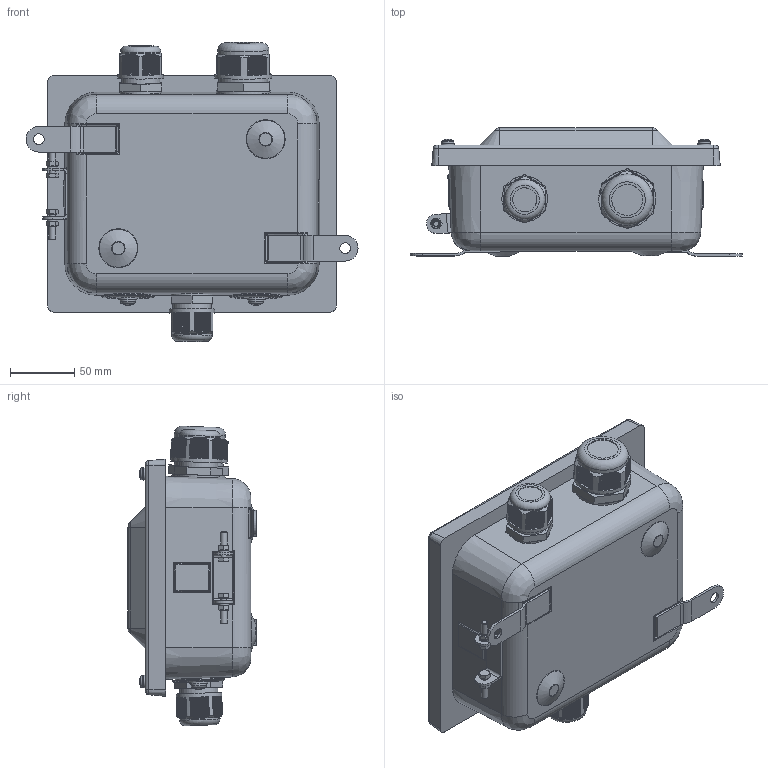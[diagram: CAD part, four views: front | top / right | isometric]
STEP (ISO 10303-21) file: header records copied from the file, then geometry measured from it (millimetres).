
FILE_DESCRIPTION(/* description */ (''),/* implementation_level */ '2;1');
FILE_NAME(/* name */ '',/* time_stamp */ '2025-07-22T08:23:37+07:00',/* author */ ('zeta-72'),/* organization */ (''),/* preprocessor_version */ 'ST-DEVELOPER v19.2',/* originating_system */ 'Autodesk Inventor 2024',/* authorisation */ '');
FILE_SCHEMA (('AUTOMOTIVE_DESIGN { 1 0 10303 214 3 1 1 }'));
Products named in the file (1): ЗЭТА.030.315.000 СБ Коробка 
клеммная КЗНС-08 I
P54_Упростить_1
Bounding box: 259 x 100 x 233.67 mm (x, y, z)
Volume: 2845838.9 mm3; surface area: 166911.9 mm2
Topology: 1 solids, 1 shells, 1726 faces, 4836 edges, 3162 vertices
Faces by surface type: plane 859, cylinder 549, bspline 144, cone 107, torus 57, sphere 10
Full cylindrical faces by diameter (mm): 4.567 x2, 5 x4, 6.7 x2, 8.5 x2, 10 x4, 14 x2, 18.7 x2, 24.2 x1, 29.8 x2, 31.5 x2, 32.5 x2, 35.6 x2, 36 x2, 38.2 x1, 40 x1, 42 x1, 44.4 x1
Entity records: 61680 total; most frequent: CARTESIAN_POINT 18365, ORIENTED_EDGE 9636, DIRECTION 7589, EDGE_CURVE 4818, VERTEX_POINT 3162, AXIS2_PLACEMENT_3D 2588, LINE 2413, VECTOR 2413
